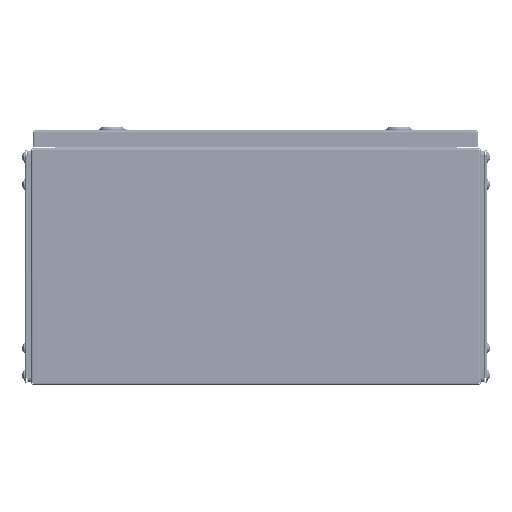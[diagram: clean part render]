
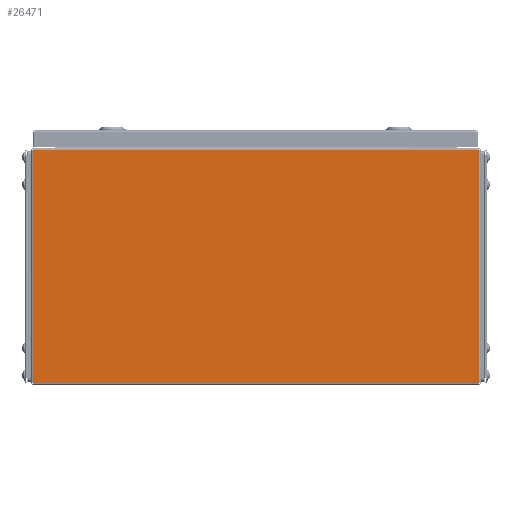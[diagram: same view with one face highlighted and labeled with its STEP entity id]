
A CAD part, left-side view. The second image highlights one B-rep face of the part: STEP entity #26471.
In plain terms, the highlighted planar face has unit normal (-1, 0, 0).
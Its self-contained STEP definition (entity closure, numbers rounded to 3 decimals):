
#411 = LINE ( 'NONE', #13834, #15373 ) ;
#2336 = ORIENTED_EDGE ( 'NONE', *, *, #43538, .F. ) ;
#3023 = CARTESIAN_POINT ( 'NONE',  ( -200., 245.5, 1. ) ) ;
#3852 = VECTOR ( 'NONE', #38603, 1000. ) ;
#4991 = LINE ( 'NONE', #37024, #84437 ) ;
#11494 = DIRECTION ( 'NONE',  ( 0., 1., 0. ) ) ;
#11759 = VERTEX_POINT ( 'NONE', #32840 ) ;
#13834 = CARTESIAN_POINT ( 'NONE',  ( -200., 245.5, 0. ) ) ;
#15373 = VECTOR ( 'NONE', #21191, 1000. ) ;
#16850 = LINE ( 'NONE', #3023, #36262 ) ;
#21191 = DIRECTION ( 'NONE',  ( 0., 0., -1. ) ) ;
#21799 = ORIENTED_EDGE ( 'NONE', *, *, #52168, .T. ) ;
#24516 = VERTEX_POINT ( 'NONE', #84407 ) ;
#24564 = DIRECTION ( 'NONE',  ( 0., 0., -1. ) ) ;
#24770 = CARTESIAN_POINT ( 'NONE',  ( -200., -245.5, 0. ) ) ;
#26471 = ADVANCED_FACE ( 'NONE', ( #84228 ), #32351, .F. ) ;
#27365 = EDGE_LOOP ( 'NONE', ( #39607, #21799, #2336, #65680 ) ) ;
#32325 = CARTESIAN_POINT ( 'NONE',  ( -200., -245.5, 1. ) ) ;
#32351 = PLANE ( 'NONE',  #47282 ) ;
#32840 = CARTESIAN_POINT ( 'NONE',  ( -200., -245.5, 257.5 ) ) ;
#35035 = EDGE_CURVE ( 'NONE', #82757, #11759, #52052, .T. ) ;
#36262 = VECTOR ( 'NONE', #75243, 1000. ) ;
#37024 = CARTESIAN_POINT ( 'NONE',  ( -200., -245.5, 257.5 ) ) ;
#38603 = DIRECTION ( 'NONE',  ( 0., 0., 1. ) ) ;
#39607 = ORIENTED_EDGE ( 'NONE', *, *, #67874, .T. ) ;
#43538 = EDGE_CURVE ( 'NONE', #82757, #24516, #16850, .T. ) ;
#47282 = AXIS2_PLACEMENT_3D ( 'NONE', #70810, #71673, #24564 ) ;
#52052 = LINE ( 'NONE', #24770, #3852 ) ;
#52168 = EDGE_CURVE ( 'NONE', #68281, #24516, #411, .T. ) ;
#65680 = ORIENTED_EDGE ( 'NONE', *, *, #35035, .T. ) ;
#67874 = EDGE_CURVE ( 'NONE', #11759, #68281, #4991, .T. ) ;
#68281 = VERTEX_POINT ( 'NONE', #82768 ) ;
#70810 = CARTESIAN_POINT ( 'NONE',  ( -200., 0., 0. ) ) ;
#71673 = DIRECTION ( 'NONE',  ( 1., 0., 0. ) ) ;
#75243 = DIRECTION ( 'NONE',  ( 0., 1., 0. ) ) ;
#82757 = VERTEX_POINT ( 'NONE', #32325 ) ;
#82768 = CARTESIAN_POINT ( 'NONE',  ( -200., 245.5, 257.5 ) ) ;
#84228 = FACE_OUTER_BOUND ( 'NONE', #27365, .T. ) ;
#84407 = CARTESIAN_POINT ( 'NONE',  ( -200., 245.5, 1. ) ) ;
#84437 = VECTOR ( 'NONE', #11494, 1000. ) ;
